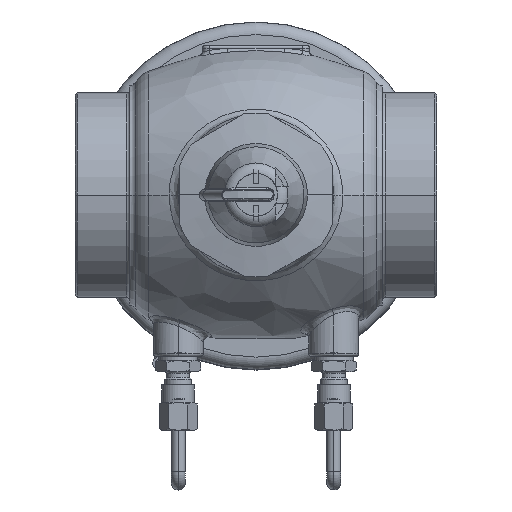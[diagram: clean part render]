
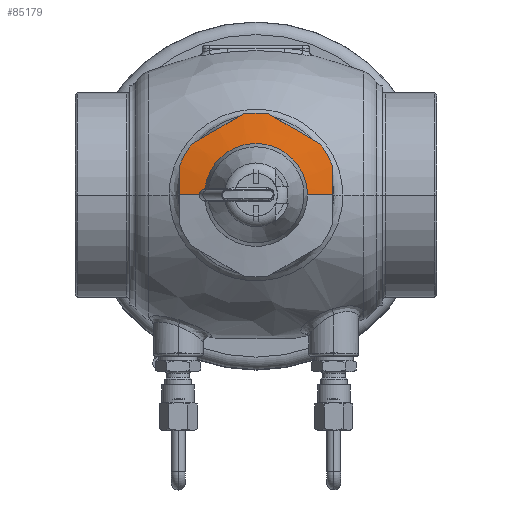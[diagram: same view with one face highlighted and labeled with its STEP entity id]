
A CAD part, top view. The second image highlights one B-rep face of the part: STEP entity #85179.
In plain terms, the highlighted conical face has half-angle 80 degrees and reference radius 23.75 mm.
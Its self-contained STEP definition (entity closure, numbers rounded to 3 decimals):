
#36756=DIRECTION('',(-0.985,0.,-0.174));
#36757=VECTOR('',#36756,9.647);
#36758=CARTESIAN_POINT('',(-18.,0.,64.5));
#36759=LINE('',#36758,#36757);
#36765=DIRECTION('',(0.985,0.,-0.174));
#36766=VECTOR('',#36765,9.647);
#36767=CARTESIAN_POINT('',(18.,0.,64.5));
#36768=LINE('',#36767,#36766);
#36769=CARTESIAN_POINT('',(-27.5,10.677,62.472));
#36770=CARTESIAN_POINT('',(-27.5,10.382,62.491));
#36771=CARTESIAN_POINT('',(-27.5,9.791,62.527));
#36772=CARTESIAN_POINT('',(-27.5,8.906,62.578));
#36773=CARTESIAN_POINT('',(-27.5,8.021,62.624));
#36774=CARTESIAN_POINT('',(-27.5,7.134,62.665));
#36775=CARTESIAN_POINT('',(-27.5,6.247,62.702));
#36776=CARTESIAN_POINT('',(-27.5,5.359,62.734));
#36777=CARTESIAN_POINT('',(-27.5,4.468,62.762));
#36778=CARTESIAN_POINT('',(-27.5,3.576,62.785));
#36779=CARTESIAN_POINT('',(-27.5,2.683,62.803));
#36780=CARTESIAN_POINT('',(-27.5,1.788,62.816));
#36781=CARTESIAN_POINT('',(-27.5,0.894,62.823));
#36782=CARTESIAN_POINT('',(-27.5,0.298,62.825));
#36783=CARTESIAN_POINT('',(-27.5,0.,62.825));
#36809=CARTESIAN_POINT('',(0.,0.,64.5));
#36810=DIRECTION('',(0.,0.,1.));
#36811=DIRECTION('',(1.,0.,0.));
#36812=AXIS2_PLACEMENT_3D('',#36809,#36810,#36811);
#36814=CARTESIAN_POINT('',(0.,0.,62.472));
#36815=DIRECTION('',(0.,0.,1.));
#36816=DIRECTION('',(-0.78,0.626,0.));
#36817=AXIS2_PLACEMENT_3D('',#36814,#36815,#36816);
#36960=CARTESIAN_POINT('',(27.5,0.,62.825));
#36961=CARTESIAN_POINT('',(27.5,0.298,62.825));
#36962=CARTESIAN_POINT('',(27.5,0.894,62.823));
#36963=CARTESIAN_POINT('',(27.5,1.79,62.815));
#36964=CARTESIAN_POINT('',(27.5,2.685,62.803));
#36965=CARTESIAN_POINT('',(27.5,3.579,62.785));
#36966=CARTESIAN_POINT('',(27.5,4.472,62.762));
#36967=CARTESIAN_POINT('',(27.5,5.363,62.734));
#36968=CARTESIAN_POINT('',(27.5,6.251,62.702));
#36969=CARTESIAN_POINT('',(27.5,7.137,62.665));
#36970=CARTESIAN_POINT('',(27.5,8.023,62.624));
#36971=CARTESIAN_POINT('',(27.5,8.908,62.578));
#36972=CARTESIAN_POINT('',(27.5,9.792,62.527));
#36973=CARTESIAN_POINT('',(27.5,10.382,62.491));
#36974=CARTESIAN_POINT('',(27.5,10.677,62.472));
#37000=CARTESIAN_POINT('',(0.,0.,62.472));
#37001=DIRECTION('',(0.,0.,1.));
#37002=DIRECTION('',(0.932,0.362,0.));
#37003=AXIS2_PLACEMENT_3D('',#37000,#37001,#37002);
#37005=CARTESIAN_POINT('',(22.997,18.477,62.472));
#37006=CARTESIAN_POINT('',(22.744,18.623,62.491));
#37007=CARTESIAN_POINT('',(22.238,18.915,62.527));
#37008=CARTESIAN_POINT('',(21.477,19.355,62.577));
#37009=CARTESIAN_POINT('',(20.716,19.794,62.622));
#37010=CARTESIAN_POINT('',(19.956,20.233,62.664));
#37011=CARTESIAN_POINT('',(19.198,20.67,62.7));
#37012=CARTESIAN_POINT('',(18.44,21.108,62.733));
#37013=CARTESIAN_POINT('',(17.678,21.548,62.76));
#37014=CARTESIAN_POINT('',(16.909,21.992,62.783));
#37015=CARTESIAN_POINT('',(16.129,22.442,62.802));
#37016=CARTESIAN_POINT('',(15.34,22.898,62.815));
#37017=CARTESIAN_POINT('',(14.546,23.356,62.823));
#37018=CARTESIAN_POINT('',(13.75,23.816,62.826));
#37019=CARTESIAN_POINT('',(12.953,24.276,62.823));
#37020=CARTESIAN_POINT('',(12.16,24.734,62.815));
#37021=CARTESIAN_POINT('',(11.371,25.189,62.802));
#37022=CARTESIAN_POINT('',(10.591,25.639,62.783));
#37023=CARTESIAN_POINT('',(9.822,26.084,62.76));
#37024=CARTESIAN_POINT('',(9.06,26.524,62.733));
#37025=CARTESIAN_POINT('',(8.302,26.961,62.7));
#37026=CARTESIAN_POINT('',(7.544,27.399,62.664));
#37027=CARTESIAN_POINT('',(6.784,27.838,62.622));
#37028=CARTESIAN_POINT('',(6.023,28.277,62.577));
#37029=CARTESIAN_POINT('',(5.262,28.716,62.527));
#37030=CARTESIAN_POINT('',(4.756,29.008,62.491));
#37031=CARTESIAN_POINT('',(4.503,29.154,62.472));
#37041=CARTESIAN_POINT('',(0.,0.,62.472));
#37042=DIRECTION('',(0.,0.,1.));
#37043=DIRECTION('',(0.153,0.988,0.));
#37044=AXIS2_PLACEMENT_3D('',#37041,#37042,#37043);
#37046=CARTESIAN_POINT('',(-4.503,29.154,
62.472));
#37047=CARTESIAN_POINT('',(-4.756,29.008,
62.491));
#37048=CARTESIAN_POINT('',(-5.262,28.716,
62.527));
#37049=CARTESIAN_POINT('',(-6.023,28.277,
62.577));
#37050=CARTESIAN_POINT('',(-6.784,27.837,
62.622));
#37051=CARTESIAN_POINT('',(-7.544,27.399,
62.664));
#37052=CARTESIAN_POINT('',(-8.302,26.961,
62.7));
#37053=CARTESIAN_POINT('',(-9.06,26.524,
62.733));
#37054=CARTESIAN_POINT('',(-9.822,26.083,
62.76));
#37055=CARTESIAN_POINT('',(-10.591,25.639,
62.783));
#37056=CARTESIAN_POINT('',(-11.371,25.189,
62.802));
#37057=CARTESIAN_POINT('',(-12.16,24.734,
62.815));
#37058=CARTESIAN_POINT('',(-12.954,24.276,
62.823));
#37059=CARTESIAN_POINT('',(-13.75,23.816,
62.826));
#37060=CARTESIAN_POINT('',(-14.547,23.356,
62.823));
#37061=CARTESIAN_POINT('',(-15.34,22.897,
62.815));
#37062=CARTESIAN_POINT('',(-16.129,22.442,
62.802));
#37063=CARTESIAN_POINT('',(-16.909,21.992,
62.783));
#37064=CARTESIAN_POINT('',(-17.678,21.548,
62.76));
#37065=CARTESIAN_POINT('',(-18.44,21.108,
62.733));
#37066=CARTESIAN_POINT('',(-19.198,20.67,
62.7));
#37067=CARTESIAN_POINT('',(-19.956,20.233,
62.664));
#37068=CARTESIAN_POINT('',(-20.716,19.794,
62.622));
#37069=CARTESIAN_POINT('',(-21.477,19.355,
62.577));
#37070=CARTESIAN_POINT('',(-22.238,18.915,
62.527));
#37071=CARTESIAN_POINT('',(-22.744,18.623,
62.491));
#37072=CARTESIAN_POINT('',(-22.997,18.477,
62.472));
#44435=CARTESIAN_POINT('',(18.,0.,64.5));
#44436=CARTESIAN_POINT('',(-18.,0.,64.5));
#44437=VERTEX_POINT('',#44435);
#44438=VERTEX_POINT('',#44436);
#44499=VERTEX_POINT('',#36769);
#44500=VERTEX_POINT('',#36783);
#44501=VERTEX_POINT('',#36960);
#44502=VERTEX_POINT('',#36974);
#44503=VERTEX_POINT('',#37005);
#44504=VERTEX_POINT('',#37031);
#44505=VERTEX_POINT('',#37046);
#44506=VERTEX_POINT('',#37072);
#85156=CARTESIAN_POINT('',(0.,0.,63.486));
#85157=DIRECTION('',(0.,0.,-1.));
#85158=DIRECTION('',(1.,0.,0.));
#85159=AXIS2_PLACEMENT_3D('',#85156,#85157,#85158);
#85160=CONICAL_SURFACE('',#85159,23.75,80.);
#85161=ORIENTED_EDGE('',*,*,#85144,.F.);
#85163=ORIENTED_EDGE('',*,*,#85162,.F.);
#85165=ORIENTED_EDGE('',*,*,#85164,.F.);
#85167=ORIENTED_EDGE('',*,*,#85166,.F.);
#85169=ORIENTED_EDGE('',*,*,#85168,.F.);
#85171=ORIENTED_EDGE('',*,*,#85170,.F.);
#85173=ORIENTED_EDGE('',*,*,#85172,.F.);
#85174=ORIENTED_EDGE('',*,*,#85122,.F.);
#85175=ORIENTED_EDGE('',*,*,#85103,.T.);
#85176=ORIENTED_EDGE('',*,*,#85119,.T.);
#85177=EDGE_LOOP('',(#85161,#85163,#85165,#85167,#85169,#85171,#85173,#85174,
#85175,#85176));
#85178=FACE_OUTER_BOUND('',#85177,.F.);
#85179=ADVANCED_FACE('',(#85178),#85160,.T.);
#36784=B_SPLINE_CURVE_WITH_KNOTS('',3,(#36769,#36770,#36771,#36772,#36773,
#36774,#36775,#36776,#36777,#36778,#36779,#36780,#36781,#36782,#36783),
.UNSPECIFIED.,.F.,.F.,(4,1,1,1,1,1,1,1,1,1,1,1,4),(0.,0.083,
0.167,0.25,0.333,0.417,0.5,
0.583,0.667,0.75,0.833,0.917,
1.),.UNSPECIFIED.);
#36813=CIRCLE('',#36812,18.);
#36818=CIRCLE('',#36817,29.5);
#36975=B_SPLINE_CURVE_WITH_KNOTS('',3,(#36960,#36961,#36962,#36963,#36964,
#36965,#36966,#36967,#36968,#36969,#36970,#36971,#36972,#36973,#36974),
.UNSPECIFIED.,.F.,.F.,(4,1,1,1,1,1,1,1,1,1,1,1,4),(0.,0.083,
0.167,0.25,0.333,0.417,0.5,
0.583,0.667,0.75,0.833,0.917,
1.),.UNSPECIFIED.);
#37004=CIRCLE('',#37003,29.5);
#37032=B_SPLINE_CURVE_WITH_KNOTS('',3,(#37005,#37006,#37007,#37008,#37009,
#37010,#37011,#37012,#37013,#37014,#37015,#37016,#37017,#37018,#37019,#37020,
#37021,#37022,#37023,#37024,#37025,#37026,#37027,#37028,#37029,#37030,#37031),
.UNSPECIFIED.,.F.,.F.,(4,1,1,1,1,1,1,1,1,1,1,1,1,1,1,1,1,1,1,1,1,1,1,1,4),(0.,
0.042,0.083,0.125,0.167,0.208,
0.25,0.292,0.333,0.375,0.417,
0.458,0.5,0.542,0.583,0.625,
0.667,0.708,0.75,0.792,0.833,
0.875,0.917,0.958,1.),.UNSPECIFIED.);
#37045=CIRCLE('',#37044,29.5);
#37073=B_SPLINE_CURVE_WITH_KNOTS('',3,(#37046,#37047,#37048,#37049,#37050,
#37051,#37052,#37053,#37054,#37055,#37056,#37057,#37058,#37059,#37060,#37061,
#37062,#37063,#37064,#37065,#37066,#37067,#37068,#37069,#37070,#37071,#37072),
.UNSPECIFIED.,.F.,.F.,(4,1,1,1,1,1,1,1,1,1,1,1,1,1,1,1,1,1,1,1,1,1,1,1,4),(0.,
0.042,0.083,0.125,0.167,0.208,
0.25,0.292,0.333,0.375,0.417,
0.458,0.5,0.542,0.583,0.625,
0.667,0.708,0.75,0.792,0.833,
0.875,0.917,0.958,1.),.UNSPECIFIED.);
#85103=EDGE_CURVE('',#44437,#44438,#36813,.T.);
#85119=EDGE_CURVE('',#44438,#44500,#36759,.T.);
#85122=EDGE_CURVE('',#44437,#44501,#36768,.T.);
#85144=EDGE_CURVE('',#44499,#44500,#36784,.T.);
#85162=EDGE_CURVE('',#44506,#44499,#36818,.T.);
#85164=EDGE_CURVE('',#44505,#44506,#37073,.T.);
#85166=EDGE_CURVE('',#44504,#44505,#37045,.T.);
#85168=EDGE_CURVE('',#44503,#44504,#37032,.T.);
#85170=EDGE_CURVE('',#44502,#44503,#37004,.T.);
#85172=EDGE_CURVE('',#44501,#44502,#36975,.T.);
